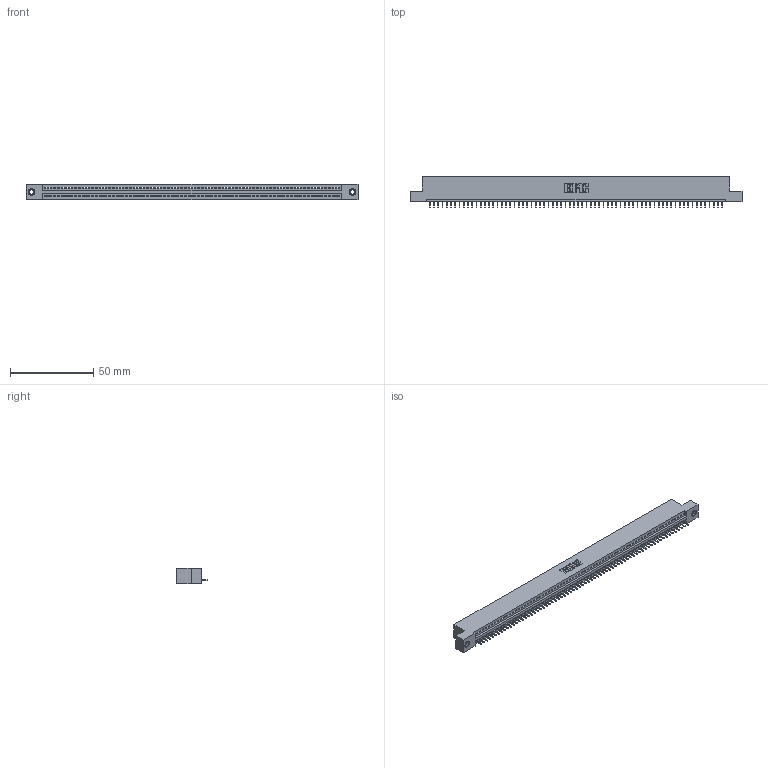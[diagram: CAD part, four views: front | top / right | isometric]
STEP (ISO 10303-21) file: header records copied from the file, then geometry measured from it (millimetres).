
FILE_DESCRIPTION (( 'STEP AP203' ), '1' );
FILE_NAME ('395-070-525-107.STEP', '2020-09-25T05:02:41', ( '' ), ( '' ), 'SwSTEP 2.0', 'SolidWorks 2020', '' );
FILE_SCHEMA (( 'CONFIG_CONTROL_DESIGN' ));
Length unit declared in the file: inch
Products named in the file (4): 395-070-525-107; 345-250-001_345-250-005-103; 345-292-001_345-293-125; 345 Part_Flush Mounting Lugs - 0.156 Dia-TI
Assembly tree (73 placements, depth 2):
  395-070-525-107
    345 Part_Flush Mounting Lugs - 0.156 Dia-TI
    345-292-001_345-293-125  x70
    345-250-001_345-250-005-103  x2
Bounding box: 199.01 x 18.72 x 9.4 mm (x, y, z)
Volume: 18832.1 mm3; surface area: 24486.2 mm2
Topology: 73 solids, 73 shells, 4526 faces, 13077 edges, 8430 vertices
Faces by surface type: plane 3332, cylinder 1178, cone 12, torus 4
Entity records: 50174 total; most frequent: CARTESIAN_POINT 8669, ORIENTED_EDGE 8666, DIRECTION 7559, EDGE_CURVE 4333, VECTOR 3905, LINE 3905, VERTEX_POINT 2880, AXIS2_PLACEMENT_3D 1827
